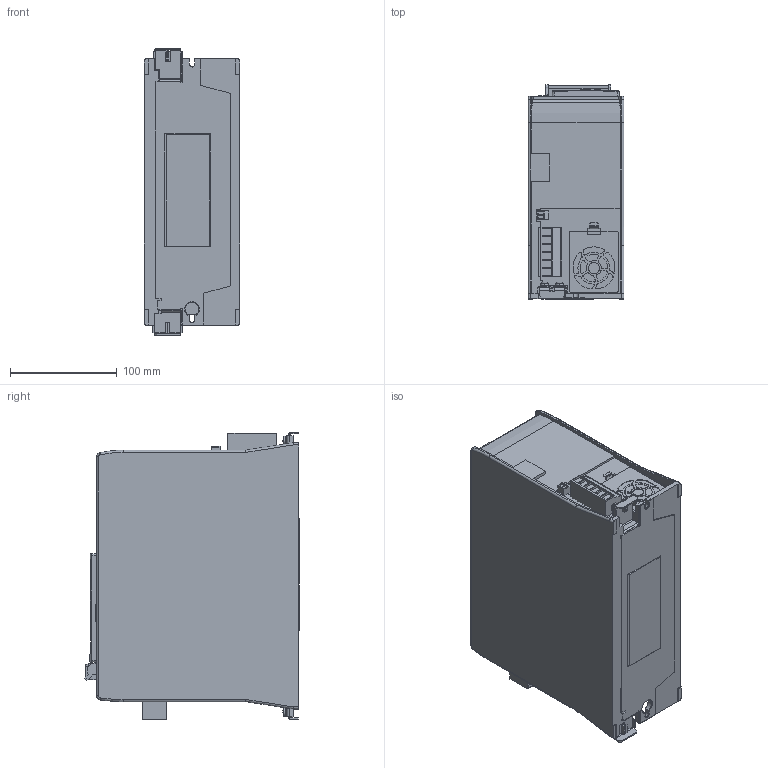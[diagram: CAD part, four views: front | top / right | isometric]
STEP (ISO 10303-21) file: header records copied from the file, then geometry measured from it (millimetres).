
FILE_DESCRIPTION (( 'STEP AP214' ), '1' );
FILE_NAME ('B0G6_KEB-COMBIVERT(00G6DAB-2S21).STEP', '2011-08-02T09:57:31', ( 'KEB' ), ( 'Karl E. Brinkmann GmbH' ), 'SwSTEP 2.0', 'SolidWorks 2007', '' );
FILE_SCHEMA (( 'AUTOMOTIVE_DESIGN' ));
Length unit declared in the file: millimetre
Products named in the file (1): B0G6_KEB-COMBIVERT(00G6DAB-2S21)
Bounding box: 90 x 201.56 x 269.15 mm (x, y, z)
Volume: 3951058.3 mm3; surface area: 271284.2 mm2
Topology: 16 solids, 22 shells, 1020 faces, 2581 edges, 1679 vertices
Faces by surface type: plane 604, cylinder 248, cone 130, bspline 17, torus 13, sphere 8
Entity records: 42419 total; most frequent: CARTESIAN_POINT 6098, DIRECTION 5226, ORIENTED_EDGE 5162, EDGE_CURVE 2581, AXIS2_PLACEMENT_3D 1747, VECTOR 1732, LINE 1732, VERTEX_POINT 1679
